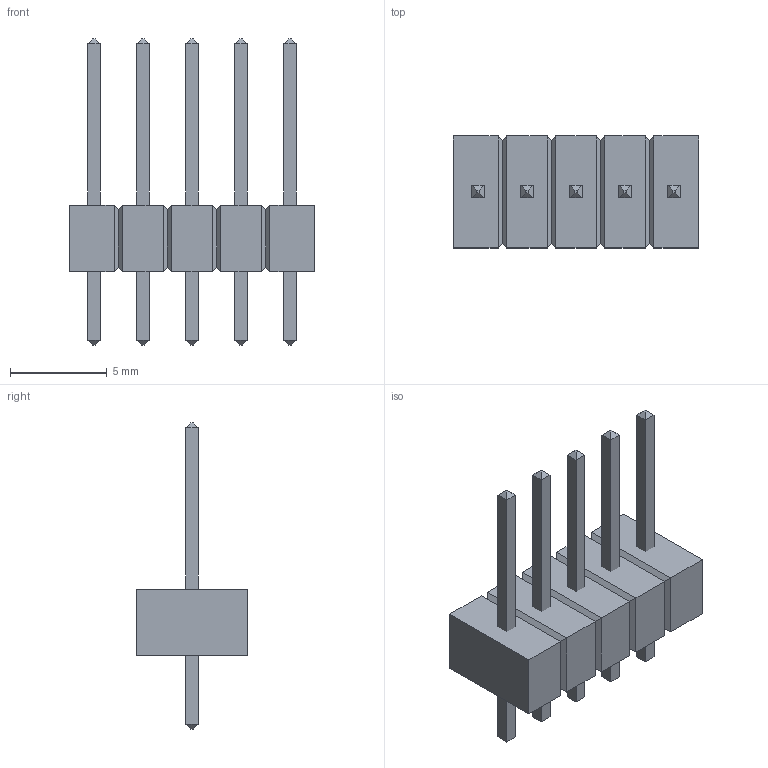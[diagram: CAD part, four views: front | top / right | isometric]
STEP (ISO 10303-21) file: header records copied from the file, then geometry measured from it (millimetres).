
FILE_DESCRIPTION(('FreeCAD Model'),'2;1');
FILE_NAME('12878601.1.1.stp','2020-09-19T13:17:50',( 'Author'),(''),'Open CASCADE STEP processor 6.9','FreeCAD','Unknown' );
FILE_SCHEMA(('AUTOMOTIVE_DESIGN { 1 0 10303 214 1 1 1 1 }'));
Length unit declared in the file: millimetre
Products named in the file (3): ASSEMBLY; Body; LeadsArray
Assembly tree (2 placements, depth 2):
  ASSEMBLY
    Body
    LeadsArray
Bounding box: 12.7 x 5.8 x 15.86 mm (x, y, z)
Volume: 280.8 mm3; surface area: 487.8 mm2
Topology: 6 solids, 6 shells, 124 faces, 248 edges, 136 vertices
Faces by surface type: plane 124
Entity records: 6282 total; most frequent: CARTESIAN_POINT 1071, DIRECTION 934, LINE 680, VECTOR 680, ORIENTED_EDGE 496, PCURVE 496, DEFINITIONAL_REPRESENTATION 496, EDGE_CURVE 248
